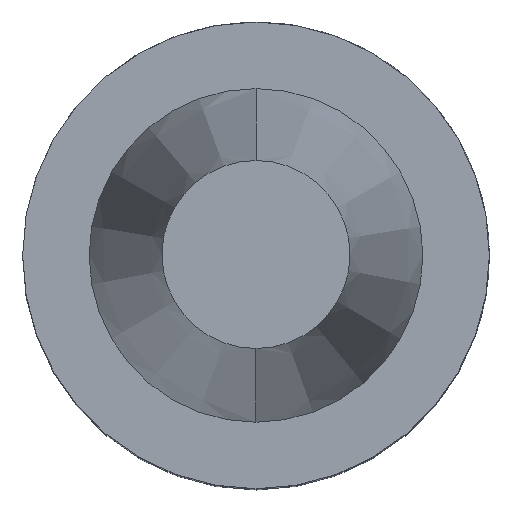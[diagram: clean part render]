
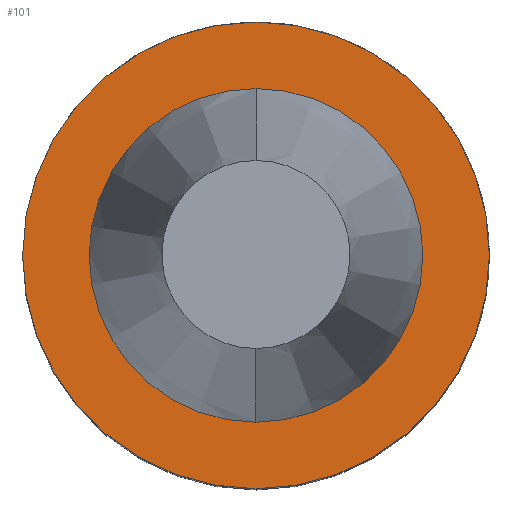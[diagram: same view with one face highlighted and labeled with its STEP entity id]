
A CAD part, top view. The second image highlights one B-rep face of the part: STEP entity #101.
In plain terms, the highlighted planar face has unit normal (0, 0, 1).
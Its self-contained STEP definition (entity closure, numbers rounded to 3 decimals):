
#54=FACE_BOUND('',#178,.T.);
#55=FACE_BOUND('',#179,.T.);
#81=PLANE('',#664);
#101=ADVANCED_FACE('',(#54,#55),#81,.F.);
#178=EDGE_LOOP('',(#310));
#179=EDGE_LOOP('',(#311,#312));
#222=CIRCLE('',#661,31.5);
#223=CIRCLE('',#662,22.517);
#224=CIRCLE('',#663,22.517);
#310=ORIENTED_EDGE('',*,*,#504,.F.);
#311=ORIENTED_EDGE('',*,*,#505,.T.);
#312=ORIENTED_EDGE('',*,*,#506,.T.);
#442=VERTEX_POINT('',#1010);
#443=VERTEX_POINT('',#1012);
#444=VERTEX_POINT('',#1013);
#504=EDGE_CURVE('',#442,#442,#222,.T.);
#505=EDGE_CURVE('',#443,#444,#223,.T.);
#506=EDGE_CURVE('',#444,#443,#224,.T.);
#661=AXIS2_PLACEMENT_3D('',#1009,#787,#788);
#662=AXIS2_PLACEMENT_3D('',#1011,#789,#790);
#663=AXIS2_PLACEMENT_3D('',#1014,#791,#792);
#664=AXIS2_PLACEMENT_3D('',#1015,#793,#794);
#787=DIRECTION('',(0.,0.,-1.));
#788=DIRECTION('',(-1.,0.,0.));
#789=DIRECTION('',(0.,0.,-1.));
#790=DIRECTION('',(-1.,0.,0.));
#791=DIRECTION('',(0.,0.,-1.));
#792=DIRECTION('',(-1.,0.,0.));
#793=DIRECTION('',(0.,0.,-1.));
#794=DIRECTION('',(0.,1.,0.));
#1009=CARTESIAN_POINT('',(0.,0.,-2.));
#1010=CARTESIAN_POINT('',(-31.5,0.,-2.));
#1011=CARTESIAN_POINT('',(0.,0.,-2.));
#1012=CARTESIAN_POINT('',(0.,22.517,-2.));
#1013=CARTESIAN_POINT('',(0.,-22.517,-2.));
#1014=CARTESIAN_POINT('',(0.,0.,-2.));
#1015=CARTESIAN_POINT('',(0.,0.,-2.));
